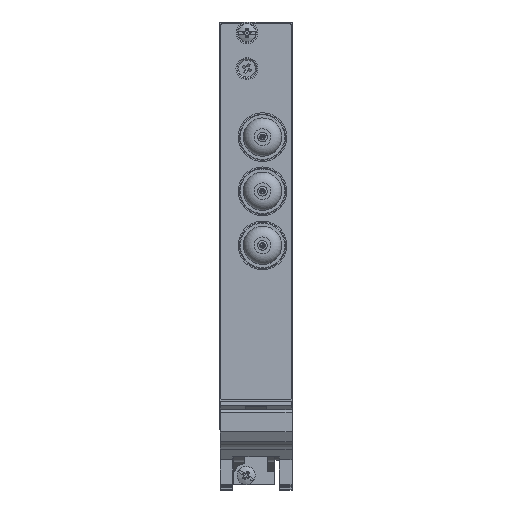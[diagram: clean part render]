
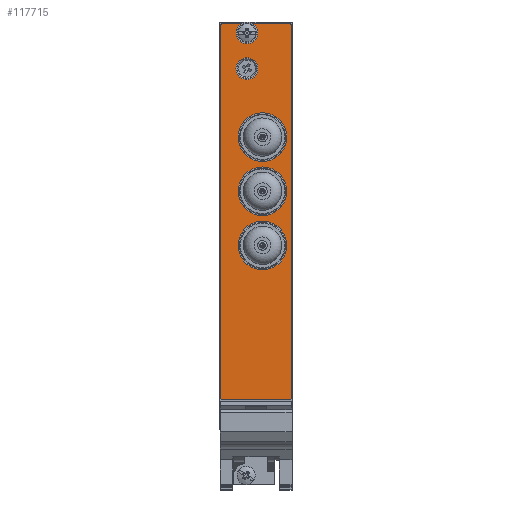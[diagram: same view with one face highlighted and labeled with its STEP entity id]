
A CAD part, top view. The second image highlights one B-rep face of the part: STEP entity #117715.
In plain terms, the highlighted planar face has unit normal (0, 0, 1).
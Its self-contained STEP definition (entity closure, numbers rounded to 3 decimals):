
#12964 = CARTESIAN_POINT ( 'NONE',  ( -46.842, 19.008, 10.669 ) ) ;
#12965 = DIRECTION ( 'NONE',  ( 0., 0., 1. ) ) ;
#12966 = DIRECTION ( 'NONE',  ( 1., 0., 0. ) ) ;
#12972 = CARTESIAN_POINT ( 'NONE',  ( -46.842, 49.008, 10.669 ) ) ;
#12973 = DIRECTION ( 'NONE',  ( 0., 0., 1. ) ) ;
#12974 = DIRECTION ( 'NONE',  ( 1., 0., 0. ) ) ;
#12992 = CARTESIAN_POINT ( 'NONE',  ( -58.042, 80.508, 10.669 ) ) ;
#13001 = DIRECTION ( 'NONE',  ( -1., 0., 0. ) ) ;
#13011 = CARTESIAN_POINT ( 'NONE',  ( -51.142, 68.008, 10.669 ) ) ;
#13012 = DIRECTION ( 'NONE',  ( 0., 0., 1. ) ) ;
#13013 = DIRECTION ( 'NONE',  ( 1., 0., 0. ) ) ;
#13033 = CARTESIAN_POINT ( 'NONE',  ( -46.842, 34.008, 10.669 ) ) ;
#13034 = DIRECTION ( 'NONE',  ( 0., 0., 1. ) ) ;
#13035 = DIRECTION ( 'NONE',  ( 1., 0., 0. ) ) ;
#13040 = CARTESIAN_POINT ( 'NONE',  ( -58.042, 80.208, 10.669 ) ) ;
#13041 = DIRECTION ( 'NONE',  ( 0., 0., 1. ) ) ;
#13042 = DIRECTION ( 'NONE',  ( -1., 0., 0. ) ) ;
#13045 = CARTESIAN_POINT ( 'NONE',  ( -58.342, -23.492, 10.669 ) ) ;
#13046 = DIRECTION ( 'NONE',  ( 0., -1., 0. ) ) ;
#13053 = CARTESIAN_POINT ( 'NONE',  ( -58.042, -23.492, 10.669 ) ) ;
#13054 = DIRECTION ( 'NONE',  ( 0., 0., 1. ) ) ;
#13055 = DIRECTION ( 'NONE',  ( -1., 0., 0. ) ) ;
#13058 = CARTESIAN_POINT ( 'NONE',  ( -39.242, -23.792, 10.669 ) ) ;
#13060 = DIRECTION ( 'NONE',  ( 1., 0., 0. ) ) ;
#13069 = CARTESIAN_POINT ( 'NONE',  ( -39.242, -23.492, 10.669 ) ) ;
#13070 = DIRECTION ( 'NONE',  ( 0., 0., 1. ) ) ;
#13071 = DIRECTION ( 'NONE',  ( 1., 0., 0. ) ) ;
#13077 = CARTESIAN_POINT ( 'NONE',  ( -38.942, 80.208, 10.669 ) ) ;
#13078 = DIRECTION ( 'NONE',  ( 0., 1., 0. ) ) ;
#13087 = CARTESIAN_POINT ( 'NONE',  ( -39.242, 80.208, 10.669 ) ) ;
#13088 = DIRECTION ( 'NONE',  ( 0., 0., 1. ) ) ;
#13089 = DIRECTION ( 'NONE',  ( -1., 0., 0. ) ) ;
#13093 = CARTESIAN_POINT ( 'NONE',  ( -50.642, 77.908, 10.669 ) ) ;
#13094 = DIRECTION ( 'NONE',  ( 0., 0., 1. ) ) ;
#13096 = DIRECTION ( 'NONE',  ( 1., 0., 0. ) ) ;
#13097 = CARTESIAN_POINT ( 'NONE',  ( -49.585, 79.808, 10.669 ) ) ;
#13104 = DIRECTION ( 'NONE',  ( -1., 0., 0. ) ) ;
#13112 = CARTESIAN_POINT ( 'NONE',  ( -52.698, 76.008, 10.669 ) ) ;
#13113 = CARTESIAN_POINT ( 'NONE',  ( -51.642, 77.908, 10.669 ) ) ;
#13114 = DIRECTION ( 'NONE',  ( 0., 0., 1. ) ) ;
#13115 = DIRECTION ( 'NONE',  ( 1., 0., 0. ) ) ;
#13118 = DIRECTION ( 'NONE',  ( 1., 0., 0. ) ) ;
#29201 = AXIS2_PLACEMENT_3D ( 'NONE', #60287, #60289, #60291 ) ;
#48957 = CIRCLE ( 'NONE', #63923, 6.75 ) ;
#48958 = CIRCLE ( 'NONE', #63925, 6.75 ) ;
#48982 = LINE ( 'NONE', #12992, #48984 ) ;
#48984 = VECTOR ( 'NONE', #13001, 1000. ) ;
#48995 = CIRCLE ( 'NONE', #63928, 3.05 ) ;
#49005 = CIRCLE ( 'NONE', #63932, 6.75 ) ;
#49011 = CIRCLE ( 'NONE', #63933, 0.3 ) ;
#49015 = LINE ( 'NONE', #13045, #49018 ) ;
#49018 = VECTOR ( 'NONE', #13046, 1000. ) ;
#49021 = CIRCLE ( 'NONE', #63934, 0.3 ) ;
#49026 = LINE ( 'NONE', #13058, #49029 ) ;
#49029 = VECTOR ( 'NONE', #13060, 1000. ) ;
#49030 = CIRCLE ( 'NONE', #63936, 0.3 ) ;
#49035 = LINE ( 'NONE', #13077, #49038 ) ;
#49038 = VECTOR ( 'NONE', #13078, 1000. ) ;
#49041 = CIRCLE ( 'NONE', #63939, 0.3 ) ;
#49045 = CIRCLE ( 'NONE', #63940, 2.8 ) ;
#49047 = CIRCLE ( 'NONE', #63944, 2.8 ) ;
#49050 = LINE ( 'NONE', #13097, #49052 ) ;
#49052 = VECTOR ( 'NONE', #13104, 1000. ) ;
#49053 = LINE ( 'NONE', #13112, #49061 ) ;
#49061 = VECTOR ( 'NONE', #13118, 1000. ) ;
#50795 = VERTEX_POINT ( 'NONE', #86730 ) ;
#50817 = VERTEX_POINT ( 'NONE', #86748 ) ;
#50823 = VERTEX_POINT ( 'NONE', #86751 ) ;
#50825 = VERTEX_POINT ( 'NONE', #86752 ) ;
#50827 = VERTEX_POINT ( 'NONE', #86753 ) ;
#50829 = VERTEX_POINT ( 'NONE', #86754 ) ;
#50831 = VERTEX_POINT ( 'NONE', #86755 ) ;
#50835 = VERTEX_POINT ( 'NONE', #86757 ) ;
#50837 = VERTEX_POINT ( 'NONE', #86758 ) ;
#50841 = VERTEX_POINT ( 'NONE', #86760 ) ;
#50853 = VERTEX_POINT ( 'NONE', #86766 ) ;
#60249 = PLANE ( 'NONE',  #29201 ) ;
#60287 = CARTESIAN_POINT ( 'NONE',  ( -58.042, 80.208, 10.669 ) ) ;
#60289 = DIRECTION ( 'NONE',  ( 0., 0., -1. ) ) ;
#60291 = DIRECTION ( 'NONE',  ( -1., 0., 0. ) ) ;
#62527 = VERTEX_POINT ( 'NONE', #62991 ) ;
#62530 = VERTEX_POINT ( 'NONE', #62993 ) ;
#62540 = VERTEX_POINT ( 'NONE', #63001 ) ;
#62546 = VERTEX_POINT ( 'NONE', #63007 ) ;
#62991 = CARTESIAN_POINT ( 'NONE',  ( -40.092, 19.008, 10.669 ) ) ;
#62993 = CARTESIAN_POINT ( 'NONE',  ( -40.092, 49.008, 10.669 ) ) ;
#63001 = CARTESIAN_POINT ( 'NONE',  ( -48.092, 68.008, 10.669 ) ) ;
#63007 = CARTESIAN_POINT ( 'NONE',  ( -40.092, 34.008, 10.669 ) ) ;
#63923 = AXIS2_PLACEMENT_3D ( 'NONE', #12964, #12965, #12966 ) ;
#63925 = AXIS2_PLACEMENT_3D ( 'NONE', #12972, #12973, #12974 ) ;
#63928 = AXIS2_PLACEMENT_3D ( 'NONE', #13011, #13012, #13013 ) ;
#63932 = AXIS2_PLACEMENT_3D ( 'NONE', #13033, #13034, #13035 ) ;
#63933 = AXIS2_PLACEMENT_3D ( 'NONE', #13040, #13041, #13042 ) ;
#63934 = AXIS2_PLACEMENT_3D ( 'NONE', #13053, #13054, #13055 ) ;
#63936 = AXIS2_PLACEMENT_3D ( 'NONE', #13069, #13070, #13071 ) ;
#63939 = AXIS2_PLACEMENT_3D ( 'NONE', #13087, #13088, #13089 ) ;
#63940 = AXIS2_PLACEMENT_3D ( 'NONE', #13093, #13094, #13096 ) ;
#63944 = AXIS2_PLACEMENT_3D ( 'NONE', #13113, #13114, #13115 ) ;
#75467 = EDGE_CURVE ( 'NONE', #62527, #62527, #48957, .T. ) ;
#75473 = EDGE_CURVE ( 'NONE', #62530, #62530, #48958, .T. ) ;
#75505 = EDGE_CURVE ( 'NONE', #50837, #50841, #48982, .T. ) ;
#75522 = EDGE_CURVE ( 'NONE', #62540, #62540, #48995, .T. ) ;
#75538 = EDGE_CURVE ( 'NONE', #62546, #62546, #49005, .T. ) ;
#75548 = EDGE_CURVE ( 'NONE', #50841, #113687, #49011, .T. ) ;
#75556 = EDGE_CURVE ( 'NONE', #113687, #50829, #49015, .T. ) ;
#75563 = EDGE_CURVE ( 'NONE', #50829, #50827, #49021, .T. ) ;
#75570 = EDGE_CURVE ( 'NONE', #50827, #50825, #49026, .T. ) ;
#75579 = EDGE_CURVE ( 'NONE', #50825, #50823, #49030, .T. ) ;
#75588 = EDGE_CURVE ( 'NONE', #50823, #50795, #49035, .T. ) ;
#75595 = EDGE_CURVE ( 'NONE', #50795, #50837, #49041, .T. ) ;
#75602 = EDGE_CURVE ( 'NONE', #50835, #50853, #49045, .T. ) ;
#75610 = EDGE_CURVE ( 'NONE', #50831, #50835, #49050, .T. ) ;
#75620 = EDGE_CURVE ( 'NONE', #50817, #50831, #49047, .T. ) ;
#75627 = EDGE_CURVE ( 'NONE', #50853, #50817, #49053, .T. ) ;
#86730 = CARTESIAN_POINT ( 'NONE',  ( -38.942, 80.208, 10.669 ) ) ;
#86748 = CARTESIAN_POINT ( 'NONE',  ( -49.585, 76.008, 10.669 ) ) ;
#86751 = CARTESIAN_POINT ( 'NONE',  ( -38.942, -23.492, 10.669 ) ) ;
#86752 = CARTESIAN_POINT ( 'NONE',  ( -39.242, -23.792, 10.669 ) ) ;
#86753 = CARTESIAN_POINT ( 'NONE',  ( -58.042, -23.792, 10.669 ) ) ;
#86754 = CARTESIAN_POINT ( 'NONE',  ( -58.342, -23.492, 10.669 ) ) ;
#86755 = CARTESIAN_POINT ( 'NONE',  ( -49.585, 79.808, 10.669 ) ) ;
#86757 = CARTESIAN_POINT ( 'NONE',  ( -52.698, 79.808, 10.669 ) ) ;
#86758 = CARTESIAN_POINT ( 'NONE',  ( -39.242, 80.508, 10.669 ) ) ;
#86760 = CARTESIAN_POINT ( 'NONE',  ( -58.042, 80.508, 10.669 ) ) ;
#86766 = CARTESIAN_POINT ( 'NONE',  ( -52.698, 76.008, 10.669 ) ) ;
#94823 = FACE_BOUND ( 'NONE', #113741, .T. ) ;
#94824 = FACE_OUTER_BOUND ( 'NONE', #113729, .T. ) ;
#94825 = FACE_BOUND ( 'NONE', #113738, .T. ) ;
#94826 = FACE_BOUND ( 'NONE', #113735, .T. ) ;
#94827 = FACE_BOUND ( 'NONE', #113746, .T. ) ;
#94828 = FACE_BOUND ( 'NONE', #113723, .T. ) ;
#113687 = VERTEX_POINT ( 'NONE', #126912 ) ;
#113723 = EDGE_LOOP ( 'NONE', ( #133679 ) ) ;
#113729 = EDGE_LOOP ( 'NONE', ( #133657, #133658, #133660, #133662, #133664, #133665, #133667, #133669 ) ) ;
#113735 = EDGE_LOOP ( 'NONE', ( #133671, #133672, #133674, #133676 ) ) ;
#113738 = EDGE_LOOP ( 'NONE', ( #133677 ) ) ;
#113741 = EDGE_LOOP ( 'NONE', ( #133653 ) ) ;
#113746 = EDGE_LOOP ( 'NONE', ( #133655 ) ) ;
#117715 = ADVANCED_FACE ( 'NONE', ( #94823, #94827, #94824, #94826, #94825, #94828 ), #60249, .F. ) ;
#126912 = CARTESIAN_POINT ( 'NONE',  ( -58.342, 80.208, 10.669 ) ) ;
#133653 = ORIENTED_EDGE ( 'NONE', *, *, #75538, .F. ) ;
#133655 = ORIENTED_EDGE ( 'NONE', *, *, #75522, .F. ) ;
#133657 = ORIENTED_EDGE ( 'NONE', *, *, #75548, .T. ) ;
#133658 = ORIENTED_EDGE ( 'NONE', *, *, #75556, .T. ) ;
#133660 = ORIENTED_EDGE ( 'NONE', *, *, #75563, .T. ) ;
#133662 = ORIENTED_EDGE ( 'NONE', *, *, #75570, .T. ) ;
#133664 = ORIENTED_EDGE ( 'NONE', *, *, #75579, .T. ) ;
#133665 = ORIENTED_EDGE ( 'NONE', *, *, #75588, .T. ) ;
#133667 = ORIENTED_EDGE ( 'NONE', *, *, #75595, .T. ) ;
#133669 = ORIENTED_EDGE ( 'NONE', *, *, #75505, .T. ) ;
#133671 = ORIENTED_EDGE ( 'NONE', *, *, #75602, .F. ) ;
#133672 = ORIENTED_EDGE ( 'NONE', *, *, #75610, .F. ) ;
#133674 = ORIENTED_EDGE ( 'NONE', *, *, #75620, .F. ) ;
#133676 = ORIENTED_EDGE ( 'NONE', *, *, #75627, .F. ) ;
#133677 = ORIENTED_EDGE ( 'NONE', *, *, #75473, .F. ) ;
#133679 = ORIENTED_EDGE ( 'NONE', *, *, #75467, .F. ) ;
